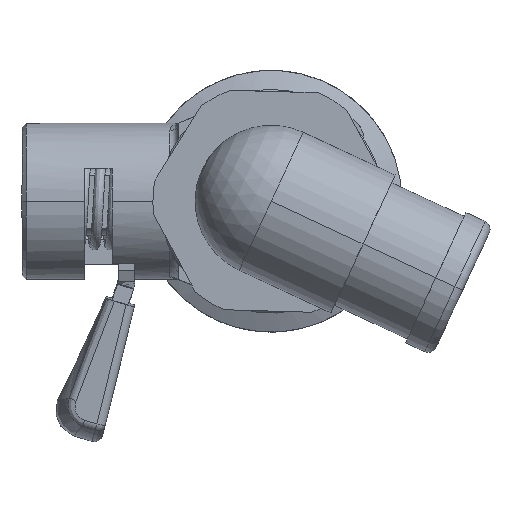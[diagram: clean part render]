
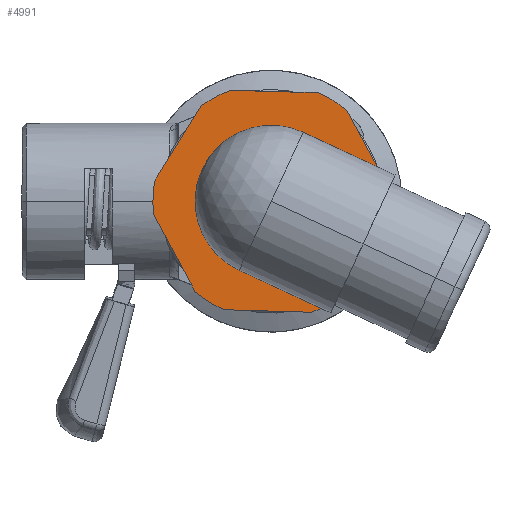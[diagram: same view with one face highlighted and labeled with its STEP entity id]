
A CAD part, left-side view. The second image highlights one B-rep face of the part: STEP entity #4991.
In plain terms, the highlighted face is planar.
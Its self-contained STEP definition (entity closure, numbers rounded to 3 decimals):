
#4703 = VERTEX_POINT ( 'NONE', #14252 ) ;
#4706 = VERTEX_POINT ( 'NONE', #14254 ) ;
#4707 = EDGE_CURVE ( 'NONE', #4823, #4706, #14239, .T. ) ;
#4745 = VERTEX_POINT ( 'NONE', #14447 ) ;
#4748 = EDGE_CURVE ( 'NONE', #4706, #4822, #14503, .T. ) ;
#4749 = ORIENTED_EDGE ( 'NONE', *, *, #4824, .F. ) ;
#4770 = VERTEX_POINT ( 'NONE', #14195 ) ;
#4779 = EDGE_CURVE ( 'NONE', #4786, #4845, #14522, .T. ) ;
#4786 = VERTEX_POINT ( 'NONE', #14560 ) ;
#4792 = VERTEX_POINT ( 'NONE', #14545 ) ;
#4796 = EDGE_CURVE ( 'NONE', #4845, #4823, #14544, .T. ) ;
#4800 = VERTEX_POINT ( 'NONE', #14603 ) ;
#4822 = VERTEX_POINT ( 'NONE', #14589 ) ;
#4823 = VERTEX_POINT ( 'NONE', #14578 ) ;
#4824 = EDGE_CURVE ( 'NONE', #4770, #4786, #14582, .T. ) ;
#4833 = EDGE_CURVE ( 'NONE', #4822, #4800, #14665, .T. ) ;
#4838 = EDGE_CURVE ( 'NONE', #4703, #4792, #14659, .T. ) ;
#4842 = EDGE_CURVE ( 'NONE', #4792, #4703, #14609, .T. ) ;
#4845 = VERTEX_POINT ( 'NONE', #14651 ) ;
#4857 = EDGE_CURVE ( 'NONE', #4745, #4903, #14689, .T. ) ;
#4876 = EDGE_LOOP ( 'NONE', ( #4944, #4972 ) ) ;
#4881 = ORIENTED_EDGE ( 'NONE', *, *, #4956, .F. ) ;
#4886 = EDGE_CURVE ( 'NONE', #4908, #4770, #14714, .T. ) ;
#4889 = ORIENTED_EDGE ( 'NONE', *, *, #4857, .F. ) ;
#4891 = ORIENTED_EDGE ( 'NONE', *, *, #4937, .F. ) ;
#4893 = ORIENTED_EDGE ( 'NONE', *, *, #5005, .F. ) ;
#4895 = ORIENTED_EDGE ( 'NONE', *, *, #4949, .F. ) ;
#4901 = EDGE_CURVE ( 'NONE', #4980, #4902, #14763, .T. ) ;
#4902 = VERTEX_POINT ( 'NONE', #14706 ) ;
#4903 = VERTEX_POINT ( 'NONE', #14757 ) ;
#4908 = VERTEX_POINT ( 'NONE', #14759 ) ;
#4918 = ORIENTED_EDGE ( 'NONE', *, *, #4901, .F. ) ;
#4919 = ORIENTED_EDGE ( 'NONE', *, *, #4748, .F. ) ;
#4920 = ORIENTED_EDGE ( 'NONE', *, *, #4707, .F. ) ;
#4923 = ORIENTED_EDGE ( 'NONE', *, *, #4796, .F. ) ;
#4926 = ORIENTED_EDGE ( 'NONE', *, *, #4833, .F. ) ;
#4928 = ORIENTED_EDGE ( 'NONE', *, *, #4779, .F. ) ;
#4937 = EDGE_CURVE ( 'NONE', #4902, #4908, #14782, .T. ) ;
#4944 = ORIENTED_EDGE ( 'NONE', *, *, #4842, .T. ) ;
#4949 = EDGE_CURVE ( 'NONE', #4800, #5003, #14788, .T. ) ;
#4956 = EDGE_CURVE ( 'NONE', #4903, #4980, #14770, .T. ) ;
#4972 = ORIENTED_EDGE ( 'NONE', *, *, #4838, .T. ) ;
#4975 = ORIENTED_EDGE ( 'NONE', *, *, #4886, .F. ) ;
#4980 = VERTEX_POINT ( 'NONE', #14798 ) ;
#4991 = ADVANCED_FACE ( 'NONE', ( #14841, #14850 ), #14837, .F. ) ;
#4993 = EDGE_LOOP ( 'NONE', ( #4749, #4975, #4891, #4918, #4881, #4889, #4893, #4895, #4926, #4919, #4920, #4923, #4928 ) ) ;
#5003 = VERTEX_POINT ( 'NONE', #14834 ) ;
#5005 = EDGE_CURVE ( 'NONE', #5003, #4745, #14891, .T. ) ;
#14195 = CARTESIAN_POINT ( 'NONE',  ( -5.196, 13., 0. ) ) ;
#14235 = DIRECTION ( 'NONE',  ( 1., 0., 0. ) ) ;
#14236 = DIRECTION ( 'NONE',  ( 0., 0., 1. ) ) ;
#14237 = CARTESIAN_POINT ( 'NONE',  ( 0., 0., 0. ) ) ;
#14238 = AXIS2_PLACEMENT_3D ( 'NONE', #14237, #14236, #14235 ) ;
#14239 = CIRCLE ( 'NONE', #14238, 14. ) ;
#14252 = CARTESIAN_POINT ( 'NONE',  ( -8.5, 0., 0. ) ) ;
#14254 = CARTESIAN_POINT ( 'NONE',  ( -13.856, -2., 0. ) ) ;
#14447 = CARTESIAN_POINT ( 'NONE',  ( 8.66, -11., 0. ) ) ;
#14495 = DIRECTION ( 'NONE',  ( 0.5, -0.866, 0. ) ) ;
#14496 = VECTOR ( 'NONE', #14495, 1000. ) ;
#14497 = CARTESIAN_POINT ( 'NONE',  ( -13.856, -2., 0. ) ) ;
#14503 = LINE ( 'NONE', #14497, #14496 ) ;
#14513 = DIRECTION ( 'NONE',  ( -0.5, -0.866, 0. ) ) ;
#14514 = VECTOR ( 'NONE', #14513, 1000. ) ;
#14515 = CARTESIAN_POINT ( 'NONE',  ( -8.66, 11., 0. ) ) ;
#14522 = LINE ( 'NONE', #14515, #14514 ) ;
#14544 = CIRCLE ( 'NONE', #14608, 14. ) ;
#14545 = CARTESIAN_POINT ( 'NONE',  ( 8.5, 0., 0. ) ) ;
#14560 = CARTESIAN_POINT ( 'NONE',  ( -8.66, 11., 0. ) ) ;
#14578 = CARTESIAN_POINT ( 'NONE',  ( -14., 0., 0. ) ) ;
#14582 = CIRCLE ( 'NONE', #14629, 14. ) ;
#14589 = CARTESIAN_POINT ( 'NONE',  ( -8.66, -11., 0. ) ) ;
#14603 = CARTESIAN_POINT ( 'NONE',  ( -5.196, -13., 0. ) ) ;
#14605 = DIRECTION ( 'NONE',  ( 1., 0., 0. ) ) ;
#14606 = DIRECTION ( 'NONE',  ( 0., 0., 1. ) ) ;
#14607 = CARTESIAN_POINT ( 'NONE',  ( 0., 0., 0. ) ) ;
#14608 = AXIS2_PLACEMENT_3D ( 'NONE', #14607, #14606, #14605 ) ;
#14609 = CIRCLE ( 'NONE', #14648, 8.5 ) ;
#14626 = DIRECTION ( 'NONE',  ( 1., 0., 0. ) ) ;
#14627 = DIRECTION ( 'NONE',  ( 0., 0., 1. ) ) ;
#14628 = CARTESIAN_POINT ( 'NONE',  ( 0., 0., 0. ) ) ;
#14629 = AXIS2_PLACEMENT_3D ( 'NONE', #14628, #14627, #14626 ) ;
#14638 = DIRECTION ( 'NONE',  ( 0.5, 0.866, 0. ) ) ;
#14646 = DIRECTION ( 'NONE',  ( 1., 0., 0. ) ) ;
#14647 = DIRECTION ( 'NONE',  ( 0., 0., 1. ) ) ;
#14648 = AXIS2_PLACEMENT_3D ( 'NONE', #14654, #14647, #14646 ) ;
#14651 = CARTESIAN_POINT ( 'NONE',  ( -13.856, 2., 0. ) ) ;
#14654 = CARTESIAN_POINT ( 'NONE',  ( 0., 0., 0. ) ) ;
#14655 = DIRECTION ( 'NONE',  ( 1., 0., 0. ) ) ;
#14656 = DIRECTION ( 'NONE',  ( 0., 0., 1. ) ) ;
#14657 = CARTESIAN_POINT ( 'NONE',  ( 0., 0., 0. ) ) ;
#14658 = AXIS2_PLACEMENT_3D ( 'NONE', #14657, #14656, #14655 ) ;
#14659 = CIRCLE ( 'NONE', #14658, 8.5 ) ;
#14661 = DIRECTION ( 'NONE',  ( 1., 0., 0. ) ) ;
#14662 = DIRECTION ( 'NONE',  ( 0., 0., 1. ) ) ;
#14663 = CARTESIAN_POINT ( 'NONE',  ( 0., 0., 0. ) ) ;
#14664 = AXIS2_PLACEMENT_3D ( 'NONE', #14663, #14662, #14661 ) ;
#14665 = CIRCLE ( 'NONE', #14664, 14. ) ;
#14688 = CARTESIAN_POINT ( 'NONE',  ( 8.66, -11., 0. ) ) ;
#14689 = LINE ( 'NONE', #14688, #14698 ) ;
#14698 = VECTOR ( 'NONE', #14638, 1000. ) ;
#14706 = CARTESIAN_POINT ( 'NONE',  ( 8.66, 11., 0. ) ) ;
#14710 = DIRECTION ( 'NONE',  ( -1., 0., 0. ) ) ;
#14713 = CARTESIAN_POINT ( 'NONE',  ( 5.196, 13., 0. ) ) ;
#14714 = LINE ( 'NONE', #14713, #14715 ) ;
#14715 = VECTOR ( 'NONE', #14710, 1000. ) ;
#14754 = DIRECTION ( 'NONE',  ( -0.5, 0.866, 0. ) ) ;
#14755 = VECTOR ( 'NONE', #14754, 1000. ) ;
#14756 = CARTESIAN_POINT ( 'NONE',  ( 13.856, 2., 0. ) ) ;
#14757 = CARTESIAN_POINT ( 'NONE',  ( 13.856, -2., 0. ) ) ;
#14759 = CARTESIAN_POINT ( 'NONE',  ( 5.196, 13., 0. ) ) ;
#14763 = LINE ( 'NONE', #14756, #14755 ) ;
#14767 = DIRECTION ( 'NONE',  ( 1., 0., 0. ) ) ;
#14768 = DIRECTION ( 'NONE',  ( 0., 0., 1. ) ) ;
#14769 = AXIS2_PLACEMENT_3D ( 'NONE', #14775, #14768, #14767 ) ;
#14770 = CIRCLE ( 'NONE', #14769, 14. ) ;
#14775 = CARTESIAN_POINT ( 'NONE',  ( 0., 0., 0. ) ) ;
#14776 = DIRECTION ( 'NONE',  ( 1., 0., 0. ) ) ;
#14779 = DIRECTION ( 'NONE',  ( 1., 0., 0. ) ) ;
#14780 = DIRECTION ( 'NONE',  ( 0., 0., 1. ) ) ;
#14781 = AXIS2_PLACEMENT_3D ( 'NONE', #14785, #14780, #14779 ) ;
#14782 = CIRCLE ( 'NONE', #14781, 14. ) ;
#14785 = CARTESIAN_POINT ( 'NONE',  ( 0., 0., 0. ) ) ;
#14786 = VECTOR ( 'NONE', #14776, 1000. ) ;
#14787 = CARTESIAN_POINT ( 'NONE',  ( -5.196, -13., 0. ) ) ;
#14788 = LINE ( 'NONE', #14787, #14786 ) ;
#14798 = CARTESIAN_POINT ( 'NONE',  ( 13.856, 2., 0. ) ) ;
#14830 = DIRECTION ( 'NONE',  ( 1., 0., 0. ) ) ;
#14831 = DIRECTION ( 'NONE',  ( 0., 0., 1. ) ) ;
#14832 = CARTESIAN_POINT ( 'NONE',  ( 0., 0., 0. ) ) ;
#14833 = AXIS2_PLACEMENT_3D ( 'NONE', #14832, #14831, #14830 ) ;
#14834 = CARTESIAN_POINT ( 'NONE',  ( 5.196, -13., 0. ) ) ;
#14837 = PLANE ( 'NONE',  #14833 ) ;
#14841 = FACE_BOUND ( 'NONE', #4876, .T. ) ;
#14850 = FACE_OUTER_BOUND ( 'NONE', #4993, .T. ) ;
#14864 = DIRECTION ( 'NONE',  ( 1., 0., 0. ) ) ;
#14865 = DIRECTION ( 'NONE',  ( 0., 0., 1. ) ) ;
#14875 = AXIS2_PLACEMENT_3D ( 'NONE', #14881, #14865, #14864 ) ;
#14881 = CARTESIAN_POINT ( 'NONE',  ( 0., 0., 0. ) ) ;
#14891 = CIRCLE ( 'NONE', #14875, 14. ) ;
